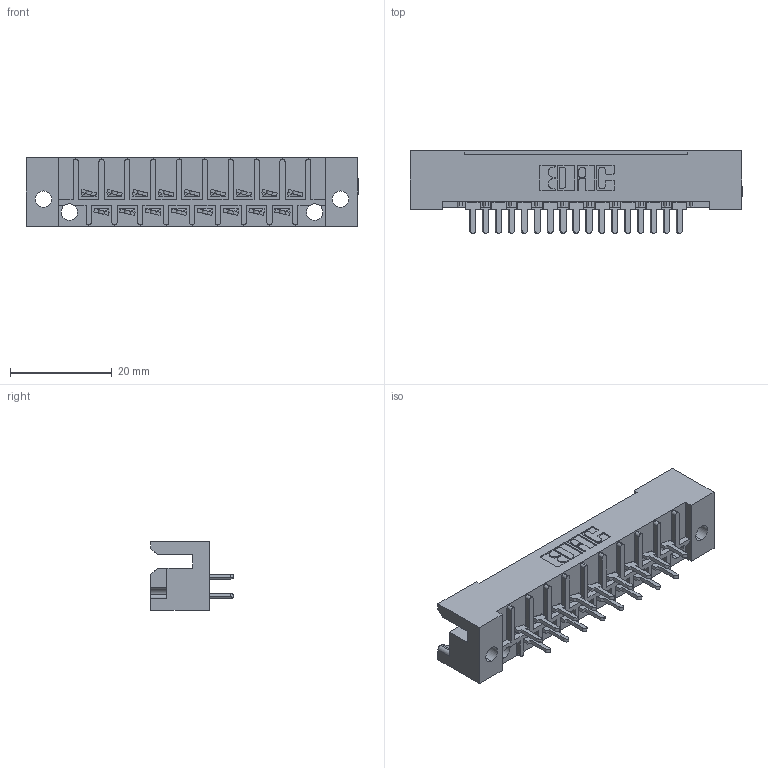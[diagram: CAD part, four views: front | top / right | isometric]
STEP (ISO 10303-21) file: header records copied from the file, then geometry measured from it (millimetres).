
FILE_DESCRIPTION (( 'STEP AP203' ), '1' );
FILE_NAME ('424-017-525-122.STEP', '2019-11-27T19:41:40', ( '' ), ( '' ), 'SwSTEP 2.0', 'SolidWorks 2016', '' );
FILE_SCHEMA (( 'CONFIG_CONTROL_DESIGN' ));
Length unit declared in the file: inch
Products named in the file (4): 424-017-525-122; 408-290-001_408-290-125 - Top; 408-290-001_408-290-125 - Bottom; 424 Part_017
Assembly tree (18 placements, depth 2):
  424-017-525-122
    424 Part_017
    408-290-001_408-290-125 - Bottom  x9
    408-290-001_408-290-125 - Top  x8
Bounding box: 65.28 x 16.21 x 13.49 mm (x, y, z)
Volume: 6687.4 mm3; surface area: 8418.2 mm2
Topology: 18 solids, 18 shells, 1080 faces, 2986 edges, 1944 vertices
Faces by surface type: plane 803, cylinder 209, bspline 68
Entity records: 17724 total; most frequent: CARTESIAN_POINT 3113, ORIENTED_EDGE 2972, DIRECTION 2728, EDGE_CURVE 1486, VECTOR 1274, LINE 1274, VERTEX_POINT 984, AXIS2_PLACEMENT_3D 727
